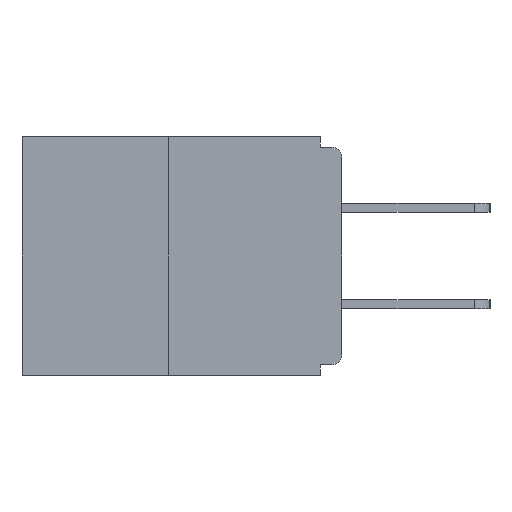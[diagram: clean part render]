
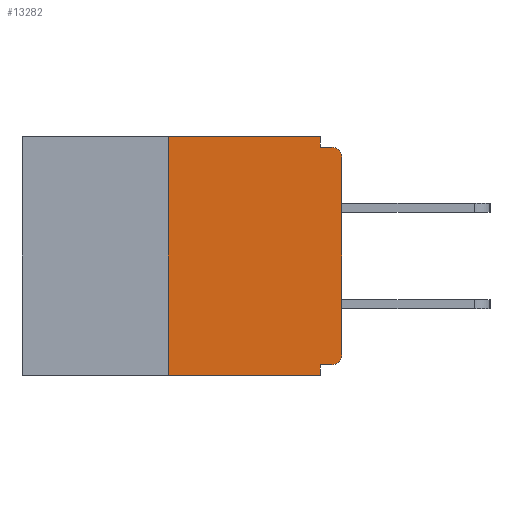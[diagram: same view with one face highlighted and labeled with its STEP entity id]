
A CAD part, left-side view. The second image highlights one B-rep face of the part: STEP entity #13282.
In plain terms, the highlighted planar face has unit normal (-1, 0, 0).
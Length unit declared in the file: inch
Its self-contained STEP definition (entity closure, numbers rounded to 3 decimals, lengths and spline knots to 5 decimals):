
#536 = CARTESIAN_POINT ( 'NONE',  ( 0., 0.031, 0. ) ) ;
#634 = AXIS2_PLACEMENT_3D ( 'NONE', #17637, #8268, #20235 ) ;
#649 = DIRECTION ( 'NONE',  ( 0., 1., 0. ) ) ;
#931 = CARTESIAN_POINT ( 'NONE',  ( 0., 0.015, -0.03 ) ) ;
#1035 = LINE ( 'NONE', #8154, #3819 ) ;
#1225 = VERTEX_POINT ( 'NONE', #536 ) ;
#1970 = LINE ( 'NONE', #8769, #27174 ) ;
#2563 = EDGE_CURVE ( 'NONE', #6471, #1225, #23645, .T. ) ;
#2962 = LINE ( 'NONE', #8066, #20587 ) ;
#3819 = VECTOR ( 'NONE', #26121, 39.37008 ) ;
#4073 = VERTEX_POINT ( 'NONE', #10458 ) ;
#4089 = CARTESIAN_POINT ( 'NONE',  ( 0., 0.031, -0.328 ) ) ;
#4433 = ORIENTED_EDGE ( 'NONE', *, *, #7005, .F. ) ;
#5116 = ORIENTED_EDGE ( 'NONE', *, *, #18659, .T. ) ;
#5137 = VERTEX_POINT ( 'NONE', #8991 ) ;
#5194 = VERTEX_POINT ( 'NONE', #25893 ) ;
#5431 = EDGE_CURVE ( 'NONE', #12968, #13463, #17588, .T. ) ;
#5659 = ORIENTED_EDGE ( 'NONE', *, *, #17267, .T. ) ;
#6471 = VERTEX_POINT ( 'NONE', #12604 ) ;
#7005 = EDGE_CURVE ( 'NONE', #4073, #6471, #27319, .T. ) ;
#7034 = CARTESIAN_POINT ( 'NONE',  ( 0., 0.031, -0.343 ) ) ;
#7894 = DIRECTION ( 'NONE',  ( -1., 0., 0. ) ) ;
#8066 = CARTESIAN_POINT ( 'NONE',  ( 0., 0.46, -0.343 ) ) ;
#8154 = CARTESIAN_POINT ( 'NONE',  ( 0., 0.031, 0. ) ) ;
#8268 = DIRECTION ( 'NONE',  ( 1., 0., 0. ) ) ;
#8769 = CARTESIAN_POINT ( 'NONE',  ( 0., 0., 0. ) ) ;
#8991 = CARTESIAN_POINT ( 'NONE',  ( 0., 0.031, -0.343 ) ) ;
#9462 = VECTOR ( 'NONE', #20892, 39.37008 ) ;
#9649 = ORIENTED_EDGE ( 'NONE', *, *, #22198, .F. ) ;
#9720 = EDGE_CURVE ( 'NONE', #12968, #14418, #14387, .T. ) ;
#10061 = DIRECTION ( 'NONE',  ( -1., 0., 0. ) ) ;
#10458 = CARTESIAN_POINT ( 'NONE',  ( 0., 0.25, -0.343 ) ) ;
#10678 = EDGE_CURVE ( 'NONE', #14418, #23330, #1970, .T. ) ;
#11149 = VECTOR ( 'NONE', #649, 39.37008 ) ;
#11156 = DIRECTION ( 'NONE',  ( 0., 0., 1. ) ) ;
#11501 = LINE ( 'NONE', #30112, #9462 ) ;
#12604 = CARTESIAN_POINT ( 'NONE',  ( 0., 0.25, 0. ) ) ;
#12968 = VERTEX_POINT ( 'NONE', #17667 ) ;
#13159 = CARTESIAN_POINT ( 'NONE',  ( 0., 0., -0.313 ) ) ;
#13282 = ADVANCED_FACE ( 'NONE', ( #15497 ), #24856, .F. ) ;
#13463 = VERTEX_POINT ( 'NONE', #4089 ) ;
#13967 = CARTESIAN_POINT ( 'NONE',  ( 0., 0.46, 0. ) ) ;
#14387 = CIRCLE ( 'NONE', #25189, 0.015 ) ;
#14418 = VERTEX_POINT ( 'NONE', #13159 ) ;
#14979 = VERTEX_POINT ( 'NONE', #20504 ) ;
#15394 = ORIENTED_EDGE ( 'NONE', *, *, #25494, .F. ) ;
#15497 = FACE_OUTER_BOUND ( 'NONE', #25454, .T. ) ;
#16384 = ORIENTED_EDGE ( 'NONE', *, *, #10678, .T. ) ;
#17260 = DIRECTION ( 'NONE',  ( 0., 0., -1. ) ) ;
#17267 = EDGE_CURVE ( 'NONE', #23330, #14979, #19075, .T. ) ;
#17319 = VECTOR ( 'NONE', #27953, 39.37008 ) ;
#17588 = LINE ( 'NONE', #26357, #11149 ) ;
#17637 = CARTESIAN_POINT ( 'NONE',  ( 0., 0.46, 0. ) ) ;
#17667 = CARTESIAN_POINT ( 'NONE',  ( 0., 0.015, -0.328 ) ) ;
#18123 = VECTOR ( 'NONE', #11156, 39.37008 ) ;
#18659 = EDGE_CURVE ( 'NONE', #4073, #5137, #2962, .T. ) ;
#19075 = CIRCLE ( 'NONE', #20066, 0.015 ) ;
#19120 = ORIENTED_EDGE ( 'NONE', *, *, #28464, .F. ) ;
#19128 = ORIENTED_EDGE ( 'NONE', *, *, #5431, .F. ) ;
#19535 = CARTESIAN_POINT ( 'NONE',  ( 0., 0., -0.03 ) ) ;
#20066 = AXIS2_PLACEMENT_3D ( 'NONE', #931, #7894, #17260 ) ;
#20235 = DIRECTION ( 'NONE',  ( 0., 0., -1. ) ) ;
#20248 = CARTESIAN_POINT ( 'NONE',  ( 0., 0.25, 0. ) ) ;
#20504 = CARTESIAN_POINT ( 'NONE',  ( 0., 0.015, -0.015 ) ) ;
#20587 = VECTOR ( 'NONE', #26648, 39.37008 ) ;
#20892 = DIRECTION ( 'NONE',  ( 0., -1., 0. ) ) ;
#21897 = CARTESIAN_POINT ( 'NONE',  ( 0., 0.015, -0.313 ) ) ;
#22198 = EDGE_CURVE ( 'NONE', #5194, #14979, #11501, .T. ) ;
#23330 = VERTEX_POINT ( 'NONE', #19535 ) ;
#23613 = LINE ( 'NONE', #7034, #29787 ) ;
#23645 = LINE ( 'NONE', #13967, #17319 ) ;
#24856 = PLANE ( 'NONE',  #634 ) ;
#25189 = AXIS2_PLACEMENT_3D ( 'NONE', #21897, #10061, #29266 ) ;
#25454 = EDGE_LOOP ( 'NONE', ( #26825, #4433, #5116, #15394, #19128, #30279, #16384, #5659, #9649, #19120 ) ) ;
#25494 = EDGE_CURVE ( 'NONE', #13463, #5137, #23613, .T. ) ;
#25893 = CARTESIAN_POINT ( 'NONE',  ( 0., 0.031, -0.015 ) ) ;
#26121 = DIRECTION ( 'NONE',  ( 0., 0., -1. ) ) ;
#26233 = DIRECTION ( 'NONE',  ( 0., 0., -1. ) ) ;
#26357 = CARTESIAN_POINT ( 'NONE',  ( 0., 0., -0.328 ) ) ;
#26648 = DIRECTION ( 'NONE',  ( 0., -1., 0. ) ) ;
#26825 = ORIENTED_EDGE ( 'NONE', *, *, #2563, .F. ) ;
#27174 = VECTOR ( 'NONE', #29975, 39.37008 ) ;
#27319 = LINE ( 'NONE', #20248, #18123 ) ;
#27953 = DIRECTION ( 'NONE',  ( 0., -1., 0. ) ) ;
#28464 = EDGE_CURVE ( 'NONE', #1225, #5194, #1035, .T. ) ;
#29266 = DIRECTION ( 'NONE',  ( 0., 0., -1. ) ) ;
#29787 = VECTOR ( 'NONE', #26233, 39.37008 ) ;
#29975 = DIRECTION ( 'NONE',  ( 0., 0., 1. ) ) ;
#30112 = CARTESIAN_POINT ( 'NONE',  ( 0., 0., -0.015 ) ) ;
#30279 = ORIENTED_EDGE ( 'NONE', *, *, #9720, .T. ) ;
